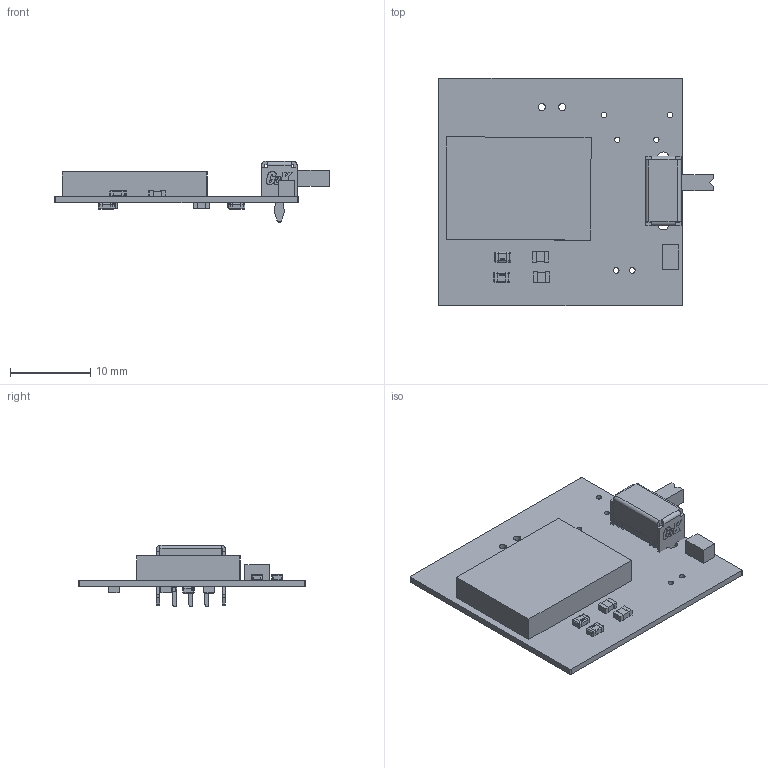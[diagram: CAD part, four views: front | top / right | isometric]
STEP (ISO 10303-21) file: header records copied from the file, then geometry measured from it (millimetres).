
FILE_DESCRIPTION(('Open CASCADE Model'),'2;1');
FILE_NAME('Open CASCADE Shape Model','2019-11-15T10:03:02',('Author'),( 'Open CASCADE'),'Open CASCADE STEP processor 6.8','Open CASCADE 6.8' ,'Unknown');
FILE_SCHEMA(('AUTOMOTIVE_DESIGN { 1 0 10303 214 1 1 1 1 }'));
Length unit declared in the file: millimetre
Products named in the file (26): PCB; Board; NRF52840; 6164502976; Extruded; Power; 3dmodel; R5; resistance_cms_0805; R4; R3; R2; R1; LED; 6164503168; C8; condensateur_cms_0805; C7; User_Library-SMD_CAPACITOR0805; C6; C5; C4; C3; C2; C1
Assembly tree (35 placements, depth 4):
  PCB
    Board
    NRF52840
      6164502976
        Extruded
    Power
      3dmodel
    R5
      resistance_cms_0805
    R4
      resistance_cms_0805
    R3
      resistance_cms_0805
    R2
      resistance_cms_0805
    R1
      resistance_cms_0805
    LED
      6164503168
        Extruded
    C8
      condensateur_cms_0805
    C7
      User_Library-SMD_CAPACITOR0805
    C6
      condensateur_cms_0805
    C5
      condensateur_cms_0805
    C4
      condensateur_cms_0805
    C3
      condensateur_cms_0805
    C2
      condensateur_cms_0805
    C1
      condensateur_cms_0805
Bounding box: 34.11 x 28.25 x 7.6 mm (x, y, z)
Volume: 1533.6 mm3; surface area: 3047.3 mm2
Topology: 17 solids, 17 shells, 838 faces, 2097 edges, 1281 vertices
Faces by surface type: plane 433, bspline 175, cylinder 170, sphere 48, extrusion 12
Full cylindrical faces by diameter (mm): 0.65 x2, 0.7 x4, 0.8 x3, 0.9 x2, 1.5 x2
Entity records: 19193 total; most frequent: CARTESIAN_POINT 4573, ORIENTED_EDGE 2018, DIRECTION 1834, EDGE_CURVE 1009, PRESENTATION_STYLE_ASSIGNMENT 933, VECTOR 748, LINE 736, OVER_RIDING_STYLED_ITEM 727
